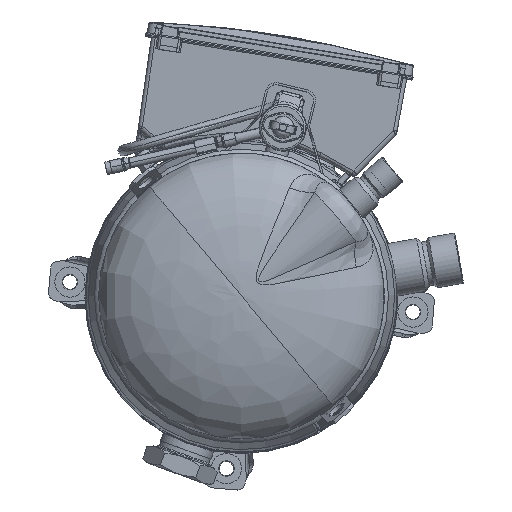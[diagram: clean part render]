
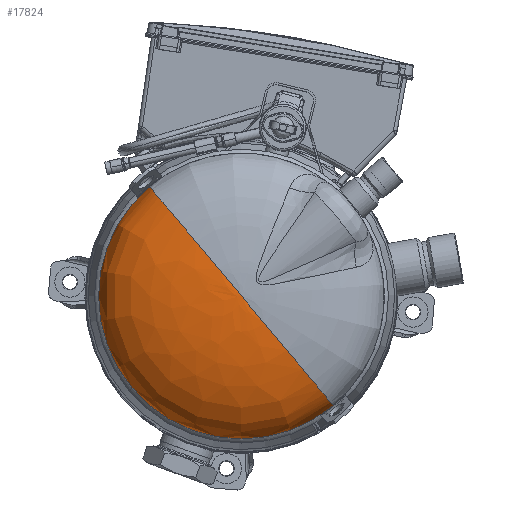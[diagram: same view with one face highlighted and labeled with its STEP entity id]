
A CAD part, top view. The second image highlights one B-rep face of the part: STEP entity #17824.
In plain terms, the highlighted face is a revolution surface.
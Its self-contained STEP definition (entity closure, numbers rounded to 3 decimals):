
#16276=CARTESIAN_POINT('',(-111.8,0.,19.5));
#16277=CARTESIAN_POINT('',(-111.8,0.,20.082));
#16278=CARTESIAN_POINT('',(-111.716,0.,21.163));
#16279=CARTESIAN_POINT('',(-111.515,0.,22.297));
#16280=CARTESIAN_POINT('',(-111.35,0.,23.528));
#16281=CARTESIAN_POINT('',(-110.853,0.,26.128));
#16282=CARTESIAN_POINT('',(-109.563,0.,29.15));
#16283=CARTESIAN_POINT('',(-107.615,0.,32.063));
#16284=CARTESIAN_POINT('',(-105.41,0.,34.806));
#16285=CARTESIAN_POINT('',(-102.574,0.,37.695));
#16286=CARTESIAN_POINT('',(-99.277,0.,40.408));
#16287=CARTESIAN_POINT('',(-93.735,0.,44.196));
#16288=CARTESIAN_POINT('',(-84.504,0.,49.099));
#16289=CARTESIAN_POINT('',(-67.874,0.,55.259));
#16290=CARTESIAN_POINT('',(-47.559,0.,59.868));
#16291=CARTESIAN_POINT('',(-27.096,0.,62.425));
#16292=CARTESIAN_POINT('',(-11.835,0.,63.36));
#16293=CARTESIAN_POINT('',(-3.383,0.,63.5));
#16294=CARTESIAN_POINT('',(0.,0.,63.5));
#16296=CARTESIAN_POINT('',(111.8,0.,19.5));
#16297=CARTESIAN_POINT('',(111.8,0.,20.082));
#16298=CARTESIAN_POINT('',(111.716,0.,
21.163));
#16299=CARTESIAN_POINT('',(111.515,0.,
22.297));
#16300=CARTESIAN_POINT('',(111.35,0.,
23.528));
#16301=CARTESIAN_POINT('',(110.853,0.,
26.128));
#16302=CARTESIAN_POINT('',(109.563,0.,
29.15));
#16303=CARTESIAN_POINT('',(107.615,0.,
32.063));
#16304=CARTESIAN_POINT('',(105.41,0.,
34.806));
#16305=CARTESIAN_POINT('',(102.574,0.,
37.695));
#16306=CARTESIAN_POINT('',(99.277,0.,
40.408));
#16307=CARTESIAN_POINT('',(93.735,0.,
44.196));
#16308=CARTESIAN_POINT('',(84.504,0.,
49.099));
#16309=CARTESIAN_POINT('',(67.874,0.,
55.259));
#16310=CARTESIAN_POINT('',(47.559,0.,
59.868));
#16311=CARTESIAN_POINT('',(27.096,0.,
62.425));
#16312=CARTESIAN_POINT('',(11.835,0.,
63.36));
#16313=CARTESIAN_POINT('',(3.383,0.,63.5));
#16314=CARTESIAN_POINT('',(0.,0.,63.5));
#16316=CARTESIAN_POINT('',(0.,0.,19.5));
#16317=DIRECTION('',(0.,0.,1.));
#16318=DIRECTION('',(-1.,0.,0.));
#16319=AXIS2_PLACEMENT_3D('',#16316,#16317,#16318);
#16836=CARTESIAN_POINT('',(-111.8,0.,19.5));
#16838=VERTEX_POINT('',#16836);
#16840=CARTESIAN_POINT('',(111.8,0.,19.5));
#16842=VERTEX_POINT('',#16840);
#16843=VERTEX_POINT('',#16294);
#17793=CARTESIAN_POINT('',(-111.726,0.,18.237));
#17794=CARTESIAN_POINT('',(-111.779,0.,18.663));
#17795=CARTESIAN_POINT('',(-111.83,0.,19.702));
#17796=CARTESIAN_POINT('',(-111.716,0.,21.163));
#17797=CARTESIAN_POINT('',(-111.515,0.,22.297));
#17798=CARTESIAN_POINT('',(-111.35,0.,23.528));
#17799=CARTESIAN_POINT('',(-110.853,0.,26.128));
#17800=CARTESIAN_POINT('',(-109.563,0.,29.15));
#17801=CARTESIAN_POINT('',(-107.615,0.,32.063));
#17802=CARTESIAN_POINT('',(-105.41,0.,34.806));
#17803=CARTESIAN_POINT('',(-102.574,0.,37.695));
#17804=CARTESIAN_POINT('',(-99.277,0.,40.408));
#17805=CARTESIAN_POINT('',(-93.735,0.,44.196));
#17806=CARTESIAN_POINT('',(-84.504,0.,49.099));
#17807=CARTESIAN_POINT('',(-67.874,0.,55.259));
#17808=CARTESIAN_POINT('',(-47.559,0.,59.868));
#17809=CARTESIAN_POINT('',(-27.096,0.,62.425));
#17810=CARTESIAN_POINT('',(-11.835,0.,63.36));
#17811=CARTESIAN_POINT('',(-3.383,0.,63.5));
#17812=CARTESIAN_POINT('',(0.,0.,63.5));
#17814=CARTESIAN_POINT('',(0.,0.,62.475));
#17815=DIRECTION('',(0.,0.,-1.));
#17816=AXIS1_PLACEMENT('',#17814,#17815);
#17817=SURFACE_OF_REVOLUTION('',#17813,#17816);
#17818=ORIENTED_EDGE('',*,*,#17787,.T.);
#17819=ORIENTED_EDGE('',*,*,#17785,.F.);
#17821=ORIENTED_EDGE('',*,*,#17820,.F.);
#17822=EDGE_LOOP('',(#17818,#17819,#17821));
#17823=FACE_OUTER_BOUND('',#17822,.F.);
#17824=ADVANCED_FACE('',(#17823),#17817,.F.);
#16295=B_SPLINE_CURVE_WITH_KNOTS('',3,(#16276,#16277,#16278,#16279,#16280,
#16281,#16282,#16283,#16284,#16285,#16286,#16287,#16288,#16289,#16290,#16291,
#16292,#16293,#16294),.UNSPECIFIED.,.F.,.F.,(4,1,1,1,1,1,1,1,1,1,1,1,1,1,1,1,4),
(0.,0.008,0.016,0.029,0.041,
0.064,0.087,0.115,0.142,
0.176,0.21,0.296,0.42,
0.63,0.795,0.918,1.),.UNSPECIFIED.);
#16315=B_SPLINE_CURVE_WITH_KNOTS('',3,(#16296,#16297,#16298,#16299,#16300,
#16301,#16302,#16303,#16304,#16305,#16306,#16307,#16308,#16309,#16310,#16311,
#16312,#16313,#16314),.UNSPECIFIED.,.F.,.F.,(4,1,1,1,1,1,1,1,1,1,1,1,1,1,1,1,4),
(0.,0.008,0.016,0.029,0.041,
0.064,0.087,0.115,0.142,
0.176,0.21,0.296,0.42,
0.63,0.795,0.918,1.),.UNSPECIFIED.);
#16320=CIRCLE('',#16319,111.8);
#17785=EDGE_CURVE('',#16842,#16843,#16315,.T.);
#17787=EDGE_CURVE('',#16838,#16843,#16295,.T.);
#17813=B_SPLINE_CURVE_WITH_KNOTS('',3,(#17793,#17794,#17795,#17796,#17797,
#17798,#17799,#17800,#17801,#17802,#17803,#17804,#17805,#17806,#17807,#17808,
#17809,#17810,#17811,#17812),.UNSPECIFIED.,.F.,.F.,(4,1,1,1,1,1,1,1,1,1,1,1,1,1,
1,1,1,4),(0.,0.006,0.014,0.022,
0.034,0.047,0.07,0.093,
0.12,0.147,0.181,0.214,
0.3,0.423,0.632,0.796,
0.919,1.),.UNSPECIFIED.);
#17820=EDGE_CURVE('',#16838,#16842,#16320,.T.);
